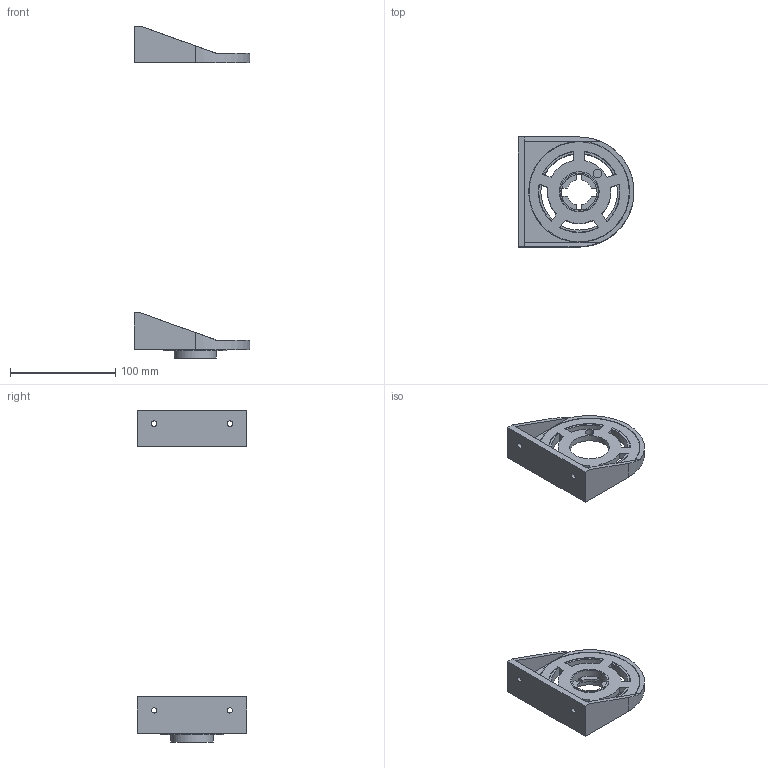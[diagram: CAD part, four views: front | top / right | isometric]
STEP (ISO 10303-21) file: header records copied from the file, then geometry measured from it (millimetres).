
FILE_DESCRIPTION(/* description */ (''),/* implementation_level */ '2;1');
FILE_NAME(/* name */ 'Berd_Air_Pump_Mount.step',/* time_stamp */ '2022-09-01T18:26:58+02:00',/* author */ (''),/* organization */ (''),/* preprocessor_version */ 'ST-DEVELOPER v19',/* originating_system */ 'Autodesk Translation Framework v11.7.0.108',/* authorisation */ '');
FILE_SCHEMA (('AUTOMOTIVE_DESIGN { 1 0 10303 214 3 1 1 }'));
Length unit declared in the file: millimetre
Products named in the file (8): Berd_Air_Pump_Mount; Top_Mount; Bracket_Top_Mount; Damper_Ring_Top_Mount; Bottom_Mount; Bracket_Bottom_Mount; Insert_Bottom_Mount; Damper_Ring_Bottom_Mount
Assembly tree (7 placements, depth 3):
  Berd_Air_Pump_Mount
    Top_Mount
      Bracket_Top_Mount
      Damper_Ring_Top_Mount
    Bottom_Mount
      Bracket_Bottom_Mount
      Insert_Bottom_Mount
      Damper_Ring_Bottom_Mount
Bounding box: 110 x 104 x 315 mm (x, y, z)
Volume: 189146.2 mm3; surface area: 96780.6 mm2
Topology: 5 solids, 5 shells, 181 faces, 484 edges, 320 vertices
Faces by surface type: plane 109, cylinder 72
Full cylindrical faces by diameter (mm): 5 x2, 5.4 x2, 8 x1, 34 x1, 36.5 x3, 38 x1, 40 x1, 60 x1, 95 x2, 95.8 x2
Entity records: 5978 total; most frequent: DIRECTION 1032, CARTESIAN_POINT 1000, ORIENTED_EDGE 968, EDGE_CURVE 484, AXIS2_PLACEMENT_3D 352, LINE 328, VECTOR 328, VERTEX_POINT 320
